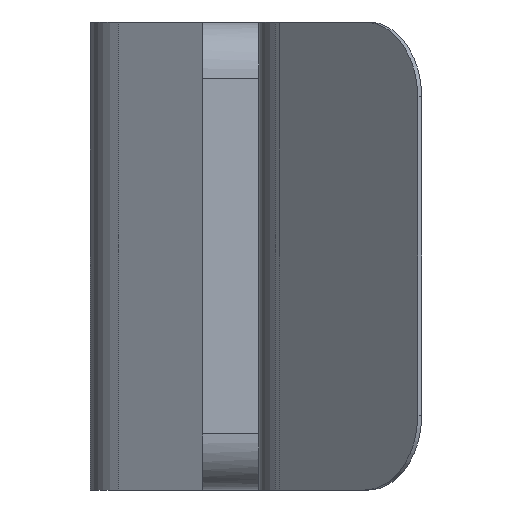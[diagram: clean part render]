
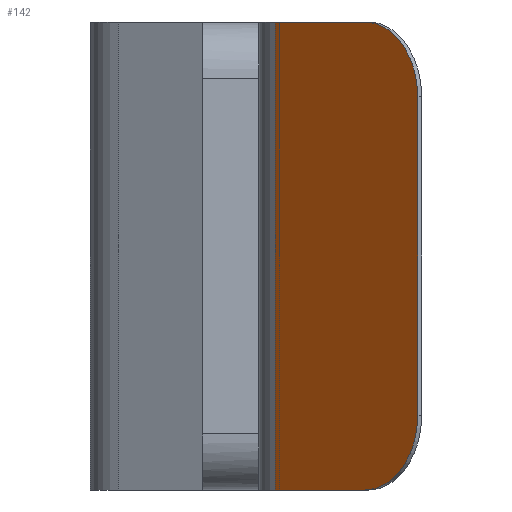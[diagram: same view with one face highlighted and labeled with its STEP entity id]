
A CAD part, left-side view. The second image highlights one B-rep face of the part: STEP entity #142.
In plain terms, the highlighted planar face has unit normal (-0.707, 0.707, 0).
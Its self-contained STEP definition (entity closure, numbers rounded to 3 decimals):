
#99 = VERTEX_POINT ( 'NONE', #1661 ) ;
#104 = VERTEX_POINT ( 'NONE', #1600 ) ;
#142 = ADVANCED_FACE ( 'NONE', ( #1527 ), #1143, .F. ) ;
#242 = CARTESIAN_POINT ( 'NONE',  ( -88.379, -0.879, -12.5 ) ) ;
#318 = VERTEX_POINT ( 'NONE', #242 ) ;
#359 = CIRCLE ( 'NONE', #517, 4. ) ;
#375 = AXIS2_PLACEMENT_3D ( 'NONE', #1718, #499, #1710 ) ;
#383 = EDGE_CURVE ( 'NONE', #657, #1844, #1440, .T. ) ;
#388 = LINE ( 'NONE', #1941, #2162 ) ;
#499 = DIRECTION ( 'NONE',  ( -0.707, 0.707, 0. ) ) ;
#517 = AXIS2_PLACEMENT_3D ( 'NONE', #778, #765, #756 ) ;
#657 = VERTEX_POINT ( 'NONE', #1083 ) ;
#724 = EDGE_CURVE ( 'NONE', #1142, #99, #2042, .T. ) ;
#756 = DIRECTION ( 'NONE',  ( 0.707, 0.707, 0. ) ) ;
#765 = DIRECTION ( 'NONE',  ( -0.707, 0.707, 0. ) ) ;
#778 = CARTESIAN_POINT ( 'NONE',  ( -93.157, -5.657, 8.5 ) ) ;
#781 = VECTOR ( 'NONE', #968, 1000. ) ;
#799 = ORIENTED_EDGE ( 'NONE', *, *, #383, .F. ) ;
#818 = CARTESIAN_POINT ( 'NONE',  ( -93.157, -5.657, 12.5 ) ) ;
#870 = LINE ( 'NONE', #1919, #2212 ) ;
#928 = ORIENTED_EDGE ( 'NONE', *, *, #1542, .T. ) ;
#949 = CARTESIAN_POINT ( 'NONE',  ( -93.157, -5.657, -12.5 ) ) ;
#968 = DIRECTION ( 'NONE',  ( 0., 0., -1. ) ) ;
#969 = VECTOR ( 'NONE', #2121, 1000. ) ;
#1062 = CARTESIAN_POINT ( 'NONE',  ( -88.379, -0.879, 12.5 ) ) ;
#1066 = AXIS2_PLACEMENT_3D ( 'NONE', #1326, #1277, #1249 ) ;
#1083 = CARTESIAN_POINT ( 'NONE',  ( -88.379, -0.879, 12.5 ) ) ;
#1124 = EDGE_CURVE ( 'NONE', #657, #318, #2085, .T. ) ;
#1142 = VERTEX_POINT ( 'NONE', #949 ) ;
#1143 = PLANE ( 'NONE',  #1066 ) ;
#1237 = ORIENTED_EDGE ( 'NONE', *, *, #1124, .T. ) ;
#1249 = DIRECTION ( 'NONE',  ( 0.707, 0.707, 0. ) ) ;
#1277 = DIRECTION ( 'NONE',  ( 0.707, -0.707, 0. ) ) ;
#1295 = EDGE_CURVE ( 'NONE', #318, #1142, #388, .T. ) ;
#1304 = EDGE_CURVE ( 'NONE', #104, #99, #870, .T. ) ;
#1326 = CARTESIAN_POINT ( 'NONE',  ( -88.379, -0.879, 12.5 ) ) ;
#1440 = LINE ( 'NONE', #2118, #969 ) ;
#1499 = EDGE_LOOP ( 'NONE', ( #1874, #1990, #2046, #928, #799, #1237 ) ) ;
#1527 = FACE_OUTER_BOUND ( 'NONE', #1499, .T. ) ;
#1542 = EDGE_CURVE ( 'NONE', #104, #1844, #359, .T. ) ;
#1600 = CARTESIAN_POINT ( 'NONE',  ( -95.985, -8.485, 8.5 ) ) ;
#1661 = CARTESIAN_POINT ( 'NONE',  ( -95.985, -8.485, -8.5 ) ) ;
#1710 = DIRECTION ( 'NONE',  ( 0.707, 0.707, 0. ) ) ;
#1718 = CARTESIAN_POINT ( 'NONE',  ( -93.157, -5.657, -8.5 ) ) ;
#1844 = VERTEX_POINT ( 'NONE', #818 ) ;
#1874 = ORIENTED_EDGE ( 'NONE', *, *, #1295, .T. ) ;
#1897 = DIRECTION ( 'NONE',  ( 0., 0., -1. ) ) ;
#1919 = CARTESIAN_POINT ( 'NONE',  ( -95.985, -8.485, 12.5 ) ) ;
#1934 = DIRECTION ( 'NONE',  ( -0.707, -0.707, 0. ) ) ;
#1941 = CARTESIAN_POINT ( 'NONE',  ( -88.379, -0.879, -12.5 ) ) ;
#1990 = ORIENTED_EDGE ( 'NONE', *, *, #724, .T. ) ;
#2042 = CIRCLE ( 'NONE', #375, 4. ) ;
#2046 = ORIENTED_EDGE ( 'NONE', *, *, #1304, .F. ) ;
#2085 = LINE ( 'NONE', #1062, #781 ) ;
#2118 = CARTESIAN_POINT ( 'NONE',  ( -88.379, -0.879, 12.5 ) ) ;
#2121 = DIRECTION ( 'NONE',  ( -0.707, -0.707, 0. ) ) ;
#2162 = VECTOR ( 'NONE', #1934, 1000. ) ;
#2212 = VECTOR ( 'NONE', #1897, 1000. ) ;
